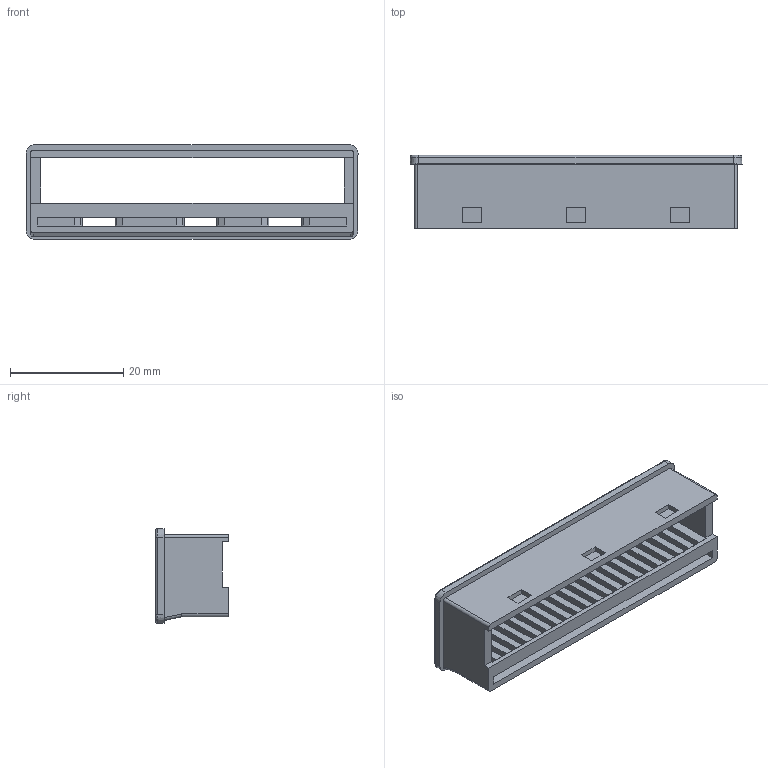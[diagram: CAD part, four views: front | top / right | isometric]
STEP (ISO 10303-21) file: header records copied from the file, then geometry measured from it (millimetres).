
FILE_DESCRIPTION(/* description */ (''),/* implementation_level */ '2;1');
FILE_NAME(/* name */ '276-2194-PWM_LOCK_BUCKET.ipt.step',/* time_stamp */ '2020-04-16T23:10:10-04:00',/* author */ ('Jordan'),/* organization */ (''),/* preprocessor_version */ 'ST-DEVELOPER v17',/* originating_system */ 'Autodesk Inventor 2019',/* authorisation */ '');
FILE_SCHEMA (('AUTOMOTIVE_DESIGN { 1 0 10303 214 3 1 1 }'));
Length unit declared in the file: inch
Products named in the file (1): 276-2194-PWM_LOCK_BUCKET
Bounding box: 58.74 x 12.93 x 16.8 mm (x, y, z)
Volume: 3698.7 mm3; surface area: 6396.3 mm2
Topology: 1 solids, 1 shells, 239 faces, 685 edges, 452 vertices
Faces by surface type: plane 215, cylinder 16, cone 4, torus 4
Entity records: 7858 total; most frequent: CARTESIAN_POINT 1521, ORIENTED_EDGE 1370, DIRECTION 1199, EDGE_CURVE 685, LINE 643, VECTOR 643, VERTEX_POINT 452, AXIS2_PLACEMENT_3D 278
